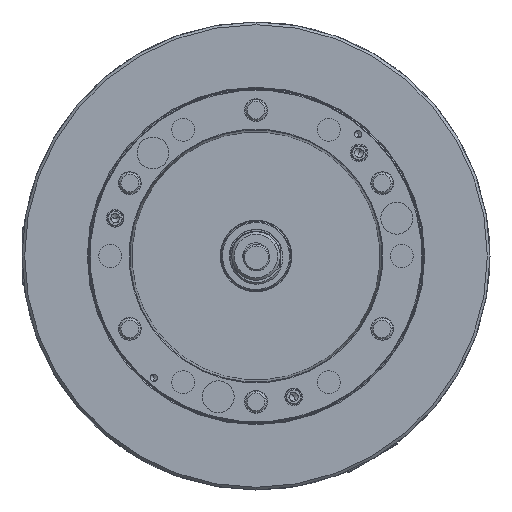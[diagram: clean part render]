
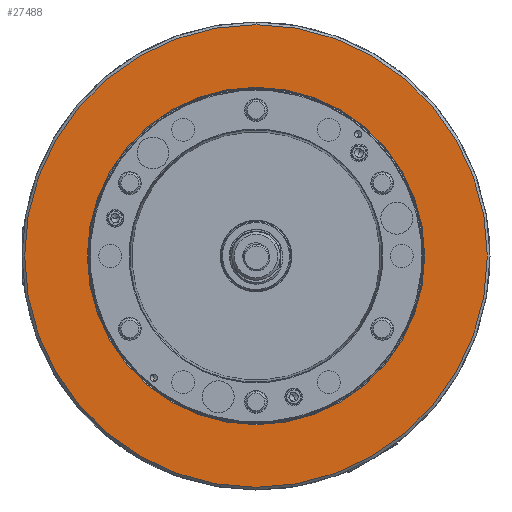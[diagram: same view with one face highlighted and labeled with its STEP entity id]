
A CAD part, left-side view. The second image highlights one B-rep face of the part: STEP entity #27488.
In plain terms, the highlighted planar face has unit normal (-1, 0, 0).
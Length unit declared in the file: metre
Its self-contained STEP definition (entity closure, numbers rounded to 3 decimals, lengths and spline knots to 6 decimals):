
#2104 = CARTESIAN_POINT ( 'NONE',  ( 0., 0.262, 0. ) ) ;
#5515 = CIRCLE ( 'NONE', #6950, 0.262 ) ;
#5776 = AXIS2_PLACEMENT_3D ( 'NONE', #2104, #7710, #40905 ) ;
#6055 = CARTESIAN_POINT ( 'NONE',  ( 0., 0., 0. ) ) ;
#6950 = AXIS2_PLACEMENT_3D ( 'NONE', #13640, #43025, #14059 ) ;
#7710 = DIRECTION ( 'NONE',  ( 1., 0., 0. ) ) ;
#8251 = EDGE_LOOP ( 'NONE', ( #37907, #40302 ) ) ;
#8633 = DIRECTION ( 'NONE',  ( -1., 0., 0. ) ) ;
#8834 = DIRECTION ( 'NONE',  ( 0., 0., 1. ) ) ;
#12214 = VERTEX_POINT ( 'NONE', #13725 ) ;
#12636 = DIRECTION ( 'NONE',  ( -1., 0., 0. ) ) ;
#12830 = CIRCLE ( 'NONE', #28476, 0.191 ) ;
#13640 = CARTESIAN_POINT ( 'NONE',  ( 0., 0., 0. ) ) ;
#13725 = CARTESIAN_POINT ( 'NONE',  ( 0., 0., 0.262 ) ) ;
#14059 = DIRECTION ( 'NONE',  ( 0., 0., 1. ) ) ;
#17242 = EDGE_CURVE ( 'NONE', #12214, #30849, #5515, .T. ) ;
#20629 = EDGE_LOOP ( 'NONE', ( #58958, #32669 ) ) ;
#20819 = EDGE_CURVE ( 'NONE', #26507, #21114, #36437, .T. ) ;
#21114 = VERTEX_POINT ( 'NONE', #47663 ) ;
#22032 = CARTESIAN_POINT ( 'NONE',  ( 0., 0., 0. ) ) ;
#22040 = FACE_OUTER_BOUND ( 'NONE', #8251, .T. ) ;
#23532 = EDGE_CURVE ( 'NONE', #21114, #26507, #12830, .T. ) ;
#24363 = AXIS2_PLACEMENT_3D ( 'NONE', #47453, #8633, #8834 ) ;
#26507 = VERTEX_POINT ( 'NONE', #47472 ) ;
#26618 = DIRECTION ( 'NONE',  ( 0., 0., 1. ) ) ;
#27488 = ADVANCED_FACE ( 'NONE', ( #53396, #22040 ), #45068, .F. ) ;
#28476 = AXIS2_PLACEMENT_3D ( 'NONE', #6055, #30316, #29681 ) ;
#29681 = DIRECTION ( 'NONE',  ( 0., 0., 1. ) ) ;
#30316 = DIRECTION ( 'NONE',  ( -1., 0., 0. ) ) ;
#30849 = VERTEX_POINT ( 'NONE', #43806 ) ;
#32669 = ORIENTED_EDGE ( 'NONE', *, *, #23532, .F. ) ;
#36437 = CIRCLE ( 'NONE', #56336, 0.191 ) ;
#37907 = ORIENTED_EDGE ( 'NONE', *, *, #59860, .T. ) ;
#40302 = ORIENTED_EDGE ( 'NONE', *, *, #17242, .T. ) ;
#40905 = DIRECTION ( 'NONE',  ( 0., 0., -1. ) ) ;
#43025 = DIRECTION ( 'NONE',  ( -1., 0., 0. ) ) ;
#43806 = CARTESIAN_POINT ( 'NONE',  ( 0., 0., -0.262 ) ) ;
#45068 = PLANE ( 'NONE',  #5776 ) ;
#47453 = CARTESIAN_POINT ( 'NONE',  ( 0., 0., 0. ) ) ;
#47472 = CARTESIAN_POINT ( 'NONE',  ( 0., 0., 0.191 ) ) ;
#47663 = CARTESIAN_POINT ( 'NONE',  ( 0., 0., -0.191 ) ) ;
#53396 = FACE_BOUND ( 'NONE', #20629, .T. ) ;
#56336 = AXIS2_PLACEMENT_3D ( 'NONE', #22032, #12636, #26618 ) ;
#58958 = ORIENTED_EDGE ( 'NONE', *, *, #20819, .F. ) ;
#59860 = EDGE_CURVE ( 'NONE', #30849, #12214, #61414, .T. ) ;
#61414 = CIRCLE ( 'NONE', #24363, 0.262 ) ;
